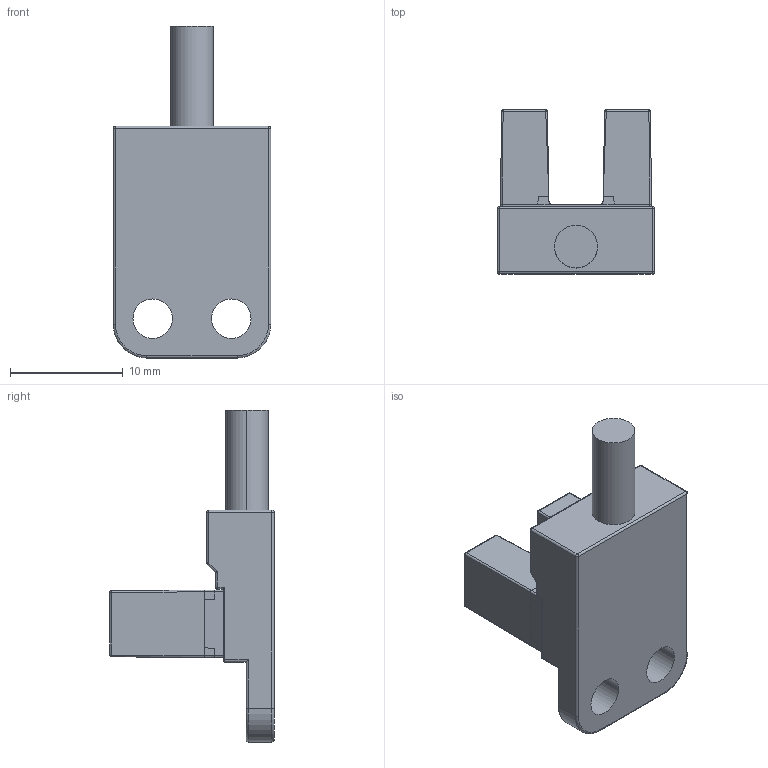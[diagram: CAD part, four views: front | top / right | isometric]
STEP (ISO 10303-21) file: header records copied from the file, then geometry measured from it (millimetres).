
FILE_DESCRIPTION((''),'2;1');
FILE_NAME('240182_SM01_ASM','2024-05-28T15:19:44',('banengservice'),('BANNER ENGINEERING'),'CREO PARAMETRIC BY PTC INC, 2022414','CREO PARAMETRIC BY PTC INC, 2022414','');
FILE_SCHEMA(('CONFIG_CONTROL_DESIGN'));
Length unit declared in the file: millimetre
Products named in the file (2): 240182_EP01; 240182_SM01_ASM
Assembly tree (1 placements, depth 2):
  240182_SM01_ASM
    240182_EP01
Bounding box: 14 x 14.6 x 29.5 mm (x, y, z)
Volume: 1541.9 mm3; surface area: 2080.3 mm2
Topology: 1 solids, 2 shells, 577 faces, 1474 edges, 907 vertices
Faces by surface type: plane 411, cylinder 113, torus 26, sphere 15, bspline 6, cone 6
Entity records: 17918 total; most frequent: CARTESIAN_POINT 4118, ORIENTED_EDGE 2940, DIRECTION 2673, EDGE_CURVE 1470, VECTOR 1177, LINE 1177, VERTEX_POINT 907, AXIS2_PLACEMENT_3D 748
